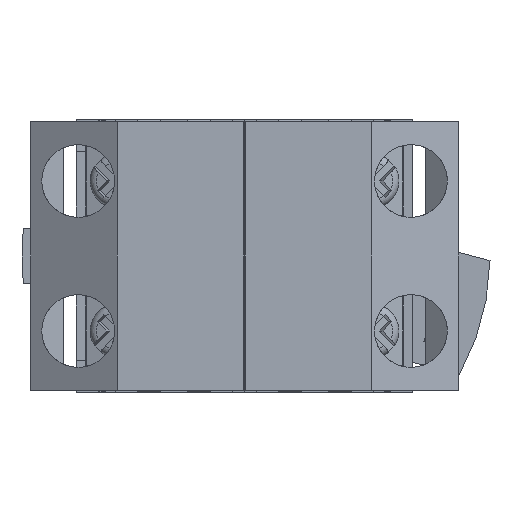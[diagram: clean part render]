
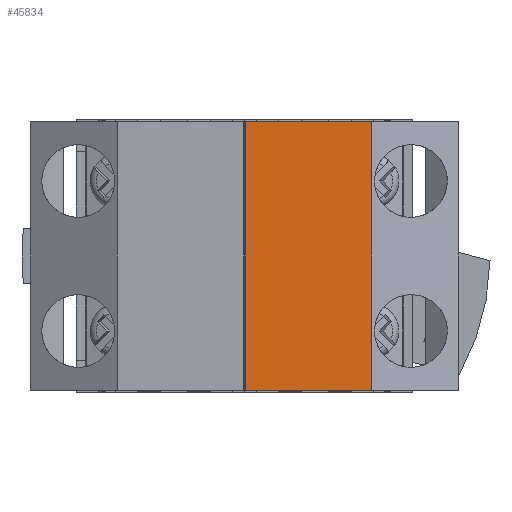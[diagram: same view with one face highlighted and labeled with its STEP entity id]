
A CAD part, front view. The second image highlights one B-rep face of the part: STEP entity #45834.
In plain terms, the highlighted planar face has unit normal (0, -1, 0).
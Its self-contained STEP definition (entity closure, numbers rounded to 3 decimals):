
#810 = ORIENTED_EDGE ( 'NONE', *, *, #24237, .F. ) ;
#5200 = CARTESIAN_POINT ( 'NONE',  ( 14., -27.5, 14.75 ) ) ;
#5242 = ORIENTED_EDGE ( 'NONE', *, *, #29534, .F. ) ;
#5386 = VECTOR ( 'NONE', #48452, 1000. ) ;
#5877 = VERTEX_POINT ( 'NONE', #35672 ) ;
#9277 = EDGE_LOOP ( 'NONE', ( #28606, #5242, #810, #39113 ) ) ;
#10432 = CARTESIAN_POINT ( 'NONE',  ( 0.1, -27.5, -14.75 ) ) ;
#13509 = AXIS2_PLACEMENT_3D ( 'NONE', #40922, #45260, #19234 ) ;
#14704 = LINE ( 'NONE', #5200, #48022 ) ;
#17262 = CARTESIAN_POINT ( 'NONE',  ( 0., -27.5, 14.75 ) ) ;
#17470 = EDGE_CURVE ( 'NONE', #28651, #5877, #31438, .T. ) ;
#17869 = FACE_OUTER_BOUND ( 'NONE', #9277, .T. ) ;
#19234 = DIRECTION ( 'NONE',  ( -1., 0., 0. ) ) ;
#19897 = VECTOR ( 'NONE', #45370, 1000. ) ;
#24237 = EDGE_CURVE ( 'NONE', #24715, #48963, #28730, .T. ) ;
#24715 = VERTEX_POINT ( 'NONE', #46889 ) ;
#28606 = ORIENTED_EDGE ( 'NONE', *, *, #17470, .T. ) ;
#28651 = VERTEX_POINT ( 'NONE', #10432 ) ;
#28730 = LINE ( 'NONE', #17262, #50534 ) ;
#29534 = EDGE_CURVE ( 'NONE', #48963, #5877, #14704, .T. ) ;
#30923 = CARTESIAN_POINT ( 'NONE',  ( 0.1, -27.5, 14.75 ) ) ;
#31170 = DIRECTION ( 'NONE',  ( 0., 0., -1. ) ) ;
#31438 = LINE ( 'NONE', #32406, #19897 ) ;
#32406 = CARTESIAN_POINT ( 'NONE',  ( 0., -27.5, -14.75 ) ) ;
#35672 = CARTESIAN_POINT ( 'NONE',  ( 14., -27.5, -14.75 ) ) ;
#36525 = PLANE ( 'NONE',  #13509 ) ;
#39113 = ORIENTED_EDGE ( 'NONE', *, *, #41685, .T. ) ;
#40922 = CARTESIAN_POINT ( 'NONE',  ( 0., -27.5, 14.75 ) ) ;
#41685 = EDGE_CURVE ( 'NONE', #24715, #28651, #52989, .T. ) ;
#45260 = DIRECTION ( 'NONE',  ( 0., 1., 0. ) ) ;
#45370 = DIRECTION ( 'NONE',  ( 1., 0., 0. ) ) ;
#45834 = ADVANCED_FACE ( 'NONE', ( #17869 ), #36525, .F. ) ;
#46889 = CARTESIAN_POINT ( 'NONE',  ( 0.1, -27.5, 14.75 ) ) ;
#48022 = VECTOR ( 'NONE', #31170, 1000. ) ;
#48452 = DIRECTION ( 'NONE',  ( 0., 0., -1. ) ) ;
#48963 = VERTEX_POINT ( 'NONE', #56026 ) ;
#50534 = VECTOR ( 'NONE', #52048, 1000. ) ;
#52048 = DIRECTION ( 'NONE',  ( 1., 0., 0. ) ) ;
#52989 = LINE ( 'NONE', #30923, #5386 ) ;
#56026 = CARTESIAN_POINT ( 'NONE',  ( 14., -27.5, 14.75 ) ) ;
